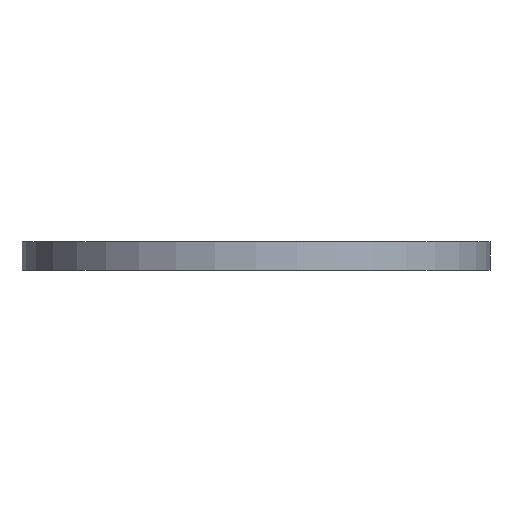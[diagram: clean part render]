
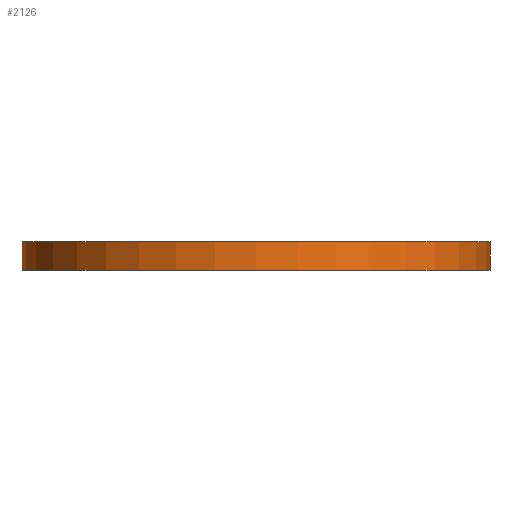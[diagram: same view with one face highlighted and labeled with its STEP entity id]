
A CAD part, front view. The second image highlights one B-rep face of the part: STEP entity #2126.
In plain terms, the highlighted cylindrical face has radius 125 mm (diameter 250 mm), a partial arc.
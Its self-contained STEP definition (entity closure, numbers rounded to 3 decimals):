
#1 = DIRECTION ( 'NONE',  ( 1., 0., 0. ) ) ;
#178 = DIRECTION ( 'NONE',  ( 0., 0., -1. ) ) ;
#186 = EDGE_CURVE ( 'NONE', #991, #985, #1505, .T. ) ;
#231 = EDGE_CURVE ( 'NONE', #1657, #2139, #2207, .T. ) ;
#343 = CARTESIAN_POINT ( 'NONE',  ( 0., 0., 7.5 ) ) ;
#347 = CYLINDRICAL_SURFACE ( 'NONE', #1974, 125. ) ;
#419 = ORIENTED_EDGE ( 'NONE', *, *, #1238, .F. ) ;
#475 = ORIENTED_EDGE ( 'NONE', *, *, #186, .F. ) ;
#532 = CIRCLE ( 'NONE', #1106, 125. ) ;
#556 = ORIENTED_EDGE ( 'NONE', *, *, #231, .T. ) ;
#657 = DIRECTION ( 'NONE',  ( 0., 0., -1. ) ) ;
#800 = EDGE_LOOP ( 'NONE', ( #475, #419, #556, #1207 ) ) ;
#863 = AXIS2_PLACEMENT_3D ( 'NONE', #343, #2217, #1 ) ;
#864 = DIRECTION ( 'NONE',  ( -1., 0., 0. ) ) ;
#897 = CARTESIAN_POINT ( 'NONE',  ( -125., 0., 7.5 ) ) ;
#985 = VERTEX_POINT ( 'NONE', #1180 ) ;
#991 = VERTEX_POINT ( 'NONE', #1529 ) ;
#1006 = DIRECTION ( 'NONE',  ( 0., 0., -1. ) ) ;
#1007 = CIRCLE ( 'NONE', #863, 125. ) ;
#1028 = CARTESIAN_POINT ( 'NONE',  ( 0., 0., 7.5 ) ) ;
#1106 = AXIS2_PLACEMENT_3D ( 'NONE', #2075, #2087, #2042 ) ;
#1166 = EDGE_CURVE ( 'NONE', #2139, #985, #532, .T. ) ;
#1176 = CARTESIAN_POINT ( 'NONE',  ( 125., 0., 7.5 ) ) ;
#1180 = CARTESIAN_POINT ( 'NONE',  ( 125., 0., -7.5 ) ) ;
#1204 = FACE_OUTER_BOUND ( 'NONE', #800, .T. ) ;
#1207 = ORIENTED_EDGE ( 'NONE', *, *, #1166, .T. ) ;
#1238 = EDGE_CURVE ( 'NONE', #1657, #991, #1007, .T. ) ;
#1312 = CARTESIAN_POINT ( 'NONE',  ( -125., 0., 7.5 ) ) ;
#1505 = LINE ( 'NONE', #1176, #1849 ) ;
#1529 = CARTESIAN_POINT ( 'NONE',  ( 125., 0., 7.5 ) ) ;
#1563 = CARTESIAN_POINT ( 'NONE',  ( -125., 0., -7.5 ) ) ;
#1657 = VERTEX_POINT ( 'NONE', #897 ) ;
#1771 = VECTOR ( 'NONE', #657, 1000. ) ;
#1849 = VECTOR ( 'NONE', #1006, 1000. ) ;
#1974 = AXIS2_PLACEMENT_3D ( 'NONE', #1028, #178, #864 ) ;
#2042 = DIRECTION ( 'NONE',  ( 1., 0., 0. ) ) ;
#2075 = CARTESIAN_POINT ( 'NONE',  ( 0., 0., -7.5 ) ) ;
#2087 = DIRECTION ( 'NONE',  ( 0., 0., 1. ) ) ;
#2126 = ADVANCED_FACE ( 'NONE', ( #1204 ), #347, .T. ) ;
#2139 = VERTEX_POINT ( 'NONE', #1563 ) ;
#2207 = LINE ( 'NONE', #1312, #1771 ) ;
#2217 = DIRECTION ( 'NONE',  ( 0., 0., 1. ) ) ;
